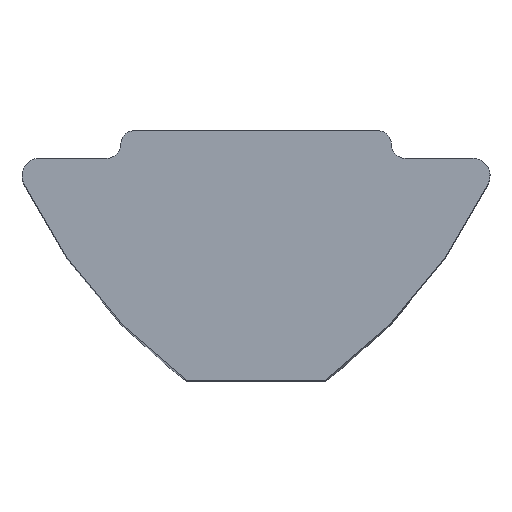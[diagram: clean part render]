
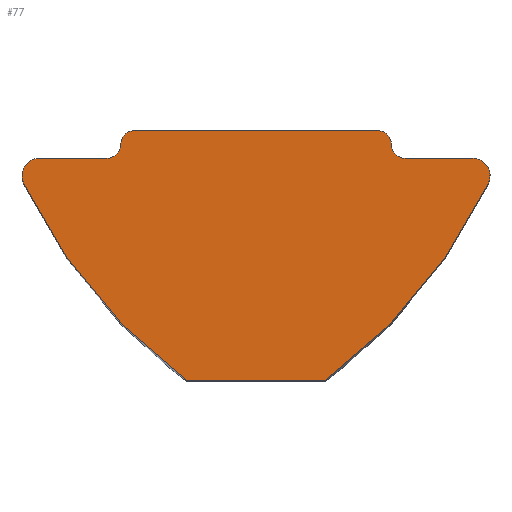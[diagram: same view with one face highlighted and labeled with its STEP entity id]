
A CAD part, top view. The second image highlights one B-rep face of the part: STEP entity #77.
In plain terms, the highlighted planar face has unit normal (0, 0, 1).
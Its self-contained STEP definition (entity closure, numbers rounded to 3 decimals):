
#22 = CARTESIAN_POINT ( 'NONE',  ( 6.25, -1.3, 22. ) ) ;
#30 = DIRECTION ( 'NONE',  ( -1., 0., 0. ) ) ;
#31 = VERTEX_POINT ( 'NONE', #810 ) ;
#46 = AXIS2_PLACEMENT_3D ( 'NONE', #133, #492, #424 ) ;
#55 = CARTESIAN_POINT ( 'NONE',  ( -3.9, -0.8, 22. ) ) ;
#69 = CARTESIAN_POINT ( 'NONE',  ( -3.9, -0.4, 22. ) ) ;
#70 = CARTESIAN_POINT ( 'NONE',  ( -6.25, -1.3, 22. ) ) ;
#76 = CARTESIAN_POINT ( 'NONE',  ( -3.5, 0., 22. ) ) ;
#77 = ADVANCED_FACE ( 'NONE', ( #439 ), #853, .T. ) ;
#82 = VECTOR ( 'NONE', #94, 1000. ) ;
#94 = DIRECTION ( 'NONE',  ( -1., 0., 0. ) ) ;
#95 = DIRECTION ( 'NONE',  ( 0., 0., 1. ) ) ;
#96 = ORIENTED_EDGE ( 'NONE', *, *, #468, .T. ) ;
#116 = DIRECTION ( 'NONE',  ( 1., 0., 0. ) ) ;
#117 = VERTEX_POINT ( 'NONE', #510 ) ;
#132 = AXIS2_PLACEMENT_3D ( 'NONE', #442, #713, #450 ) ;
#133 = CARTESIAN_POINT ( 'NONE',  ( -6.854, 4.908, 22. ) ) ;
#140 = DIRECTION ( 'NONE',  ( -1., 0., 0. ) ) ;
#161 = VERTEX_POINT ( 'NONE', #794 ) ;
#171 = EDGE_LOOP ( 'NONE', ( #389, #827, #530, #472, #665, #725, #410, #494, #96, #621, #519, #556, #861 ) ) ;
#191 = DIRECTION ( 'NONE',  ( 1., 0., 0. ) ) ;
#244 = CARTESIAN_POINT ( 'NONE',  ( -6.75, -1.3, 22. ) ) ;
#250 = VECTOR ( 'NONE', #842, 1000. ) ;
#256 = EDGE_CURVE ( 'NONE', #382, #610, #876, .T. ) ;
#260 = AXIS2_PLACEMENT_3D ( 'NONE', #642, #921, #294 ) ;
#280 = DIRECTION ( 'NONE',  ( 1., 0., 0. ) ) ;
#293 = EDGE_CURVE ( 'NONE', #117, #590, #885, .T. ) ;
#294 = DIRECTION ( 'NONE',  ( 1., 0., 0. ) ) ;
#296 = DIRECTION ( 'NONE',  ( 1., 0., 0. ) ) ;
#308 = CARTESIAN_POINT ( 'NONE',  ( 3.9, 0., 22. ) ) ;
#309 = AXIS2_PLACEMENT_3D ( 'NONE', #730, #95, #375 ) ;
#318 = CIRCLE ( 'NONE', #352, 0.4 ) ;
#329 = CARTESIAN_POINT ( 'NONE',  ( -2., -7.2, 22. ) ) ;
#351 = CIRCLE ( 'NONE', #469, 15. ) ;
#352 = AXIS2_PLACEMENT_3D ( 'NONE', #487, #893, #546 ) ;
#355 = CARTESIAN_POINT ( 'NONE',  ( -4.3, -0.8, 22. ) ) ;
#375 = DIRECTION ( 'NONE',  ( 1., 0., 0. ) ) ;
#378 = CIRCLE ( 'NONE', #132, 0.5 ) ;
#381 = EDGE_CURVE ( 'NONE', #412, #382, #630, .T. ) ;
#382 = VERTEX_POINT ( 'NONE', #904 ) ;
#389 = ORIENTED_EDGE ( 'NONE', *, *, #858, .T. ) ;
#408 = DIRECTION ( 'NONE',  ( 0., 0., 1. ) ) ;
#410 = ORIENTED_EDGE ( 'NONE', *, *, #381, .T. ) ;
#412 = VERTEX_POINT ( 'NONE', #355 ) ;
#424 = DIRECTION ( 'NONE',  ( -1., 0., 0. ) ) ;
#439 = FACE_OUTER_BOUND ( 'NONE', #171, .T. ) ;
#442 = CARTESIAN_POINT ( 'NONE',  ( -6.25, -1.3, 22. ) ) ;
#449 = CIRCLE ( 'NONE', #46, 15. ) ;
#450 = DIRECTION ( 'NONE',  ( 1., 0., 0. ) ) ;
#458 = VERTEX_POINT ( 'NONE', #69 ) ;
#462 = EDGE_CURVE ( 'NONE', #458, #412, #790, .T. ) ;
#464 = DIRECTION ( 'NONE',  ( 0., 0., 1. ) ) ;
#468 = EDGE_CURVE ( 'NONE', #610, #161, #378, .T. ) ;
#469 = AXIS2_PLACEMENT_3D ( 'NONE', #483, #748, #116 ) ;
#472 = ORIENTED_EDGE ( 'NONE', *, *, #575, .T. ) ;
#483 = CARTESIAN_POINT ( 'NONE',  ( 6.854, 4.908, 22. ) ) ;
#487 = CARTESIAN_POINT ( 'NONE',  ( 4.3, -0.4, 22. ) ) ;
#492 = DIRECTION ( 'NONE',  ( 0., 0., 1. ) ) ;
#494 = ORIENTED_EDGE ( 'NONE', *, *, #256, .T. ) ;
#496 = CARTESIAN_POINT ( 'NONE',  ( 3.9, -0.8, 22. ) ) ;
#498 = AXIS2_PLACEMENT_3D ( 'NONE', #70, #923, #296 ) ;
#505 = EDGE_CURVE ( 'NONE', #872, #797, #594, .T. ) ;
#510 = CARTESIAN_POINT ( 'NONE',  ( -2., -7.2, 22. ) ) ;
#519 = ORIENTED_EDGE ( 'NONE', *, *, #293, .T. ) ;
#521 = CARTESIAN_POINT ( 'NONE',  ( 4.3, -0.8, 22. ) ) ;
#526 = CARTESIAN_POINT ( 'NONE',  ( 3.5, -0.4, 22. ) ) ;
#530 = ORIENTED_EDGE ( 'NONE', *, *, #505, .T. ) ;
#532 = DIRECTION ( 'NONE',  ( 1., 0., 0. ) ) ;
#539 = AXIS2_PLACEMENT_3D ( 'NONE', #768, #845, #280 ) ;
#546 = DIRECTION ( 'NONE',  ( 1., 0., 0. ) ) ;
#556 = ORIENTED_EDGE ( 'NONE', *, *, #925, .T. ) ;
#558 = CARTESIAN_POINT ( 'NONE',  ( 6.25, -0.8, 22. ) ) ;
#575 = EDGE_CURVE ( 'NONE', #797, #614, #864, .T. ) ;
#590 = VERTEX_POINT ( 'NONE', #662 ) ;
#594 = CIRCLE ( 'NONE', #721, 0.4 ) ;
#603 = VERTEX_POINT ( 'NONE', #521 ) ;
#610 = VERTEX_POINT ( 'NONE', #244 ) ;
#614 = VERTEX_POINT ( 'NONE', #76 ) ;
#616 = VECTOR ( 'NONE', #191, 1000. ) ;
#621 = ORIENTED_EDGE ( 'NONE', *, *, #739, .T. ) ;
#630 = LINE ( 'NONE', #55, #250 ) ;
#642 = CARTESIAN_POINT ( 'NONE',  ( -4.3, -0.4, 22. ) ) ;
#646 = EDGE_CURVE ( 'NONE', #603, #872, #318, .T. ) ;
#657 = EDGE_CURVE ( 'NONE', #31, #752, #822, .T. ) ;
#662 = CARTESIAN_POINT ( 'NONE',  ( 2., -7.2, 22. ) ) ;
#665 = ORIENTED_EDGE ( 'NONE', *, *, #881, .T. ) ;
#713 = DIRECTION ( 'NONE',  ( 0., 0., 1. ) ) ;
#721 = AXIS2_PLACEMENT_3D ( 'NONE', #526, #464, #532 ) ;
#725 = ORIENTED_EDGE ( 'NONE', *, *, #462, .T. ) ;
#730 = CARTESIAN_POINT ( 'NONE',  ( -6.25, -1.3, 22. ) ) ;
#739 = EDGE_CURVE ( 'NONE', #161, #117, #351, .T. ) ;
#748 = DIRECTION ( 'NONE',  ( 0., 0., 1. ) ) ;
#752 = VERTEX_POINT ( 'NONE', #558 ) ;
#764 = CARTESIAN_POINT ( 'NONE',  ( 3.5, 0., 22. ) ) ;
#768 = CARTESIAN_POINT ( 'NONE',  ( -3.5, -0.4, 22. ) ) ;
#777 = AXIS2_PLACEMENT_3D ( 'NONE', #22, #408, #30 ) ;
#790 = CIRCLE ( 'NONE', #260, 0.4 ) ;
#794 = CARTESIAN_POINT ( 'NONE',  ( -6.702, -1.514, 22. ) ) ;
#797 = VERTEX_POINT ( 'NONE', #764 ) ;
#810 = CARTESIAN_POINT ( 'NONE',  ( 6.702, -1.514, 22. ) ) ;
#822 = CIRCLE ( 'NONE', #777, 0.5 ) ;
#827 = ORIENTED_EDGE ( 'NONE', *, *, #646, .T. ) ;
#842 = DIRECTION ( 'NONE',  ( -1., 0., 0. ) ) ;
#845 = DIRECTION ( 'NONE',  ( 0., 0., 1. ) ) ;
#853 = PLANE ( 'NONE',  #498 ) ;
#858 = EDGE_CURVE ( 'NONE', #752, #603, #906, .T. ) ;
#861 = ORIENTED_EDGE ( 'NONE', *, *, #657, .T. ) ;
#864 = LINE ( 'NONE', #308, #82 ) ;
#865 = VECTOR ( 'NONE', #140, 1000. ) ;
#872 = VERTEX_POINT ( 'NONE', #910 ) ;
#876 = CIRCLE ( 'NONE', #309, 0.5 ) ;
#881 = EDGE_CURVE ( 'NONE', #614, #458, #914, .T. ) ;
#885 = LINE ( 'NONE', #329, #616 ) ;
#893 = DIRECTION ( 'NONE',  ( 0., 0., -1. ) ) ;
#904 = CARTESIAN_POINT ( 'NONE',  ( -6.25, -0.8, 22. ) ) ;
#906 = LINE ( 'NONE', #496, #865 ) ;
#910 = CARTESIAN_POINT ( 'NONE',  ( 3.9, -0.4, 22. ) ) ;
#914 = CIRCLE ( 'NONE', #539, 0.4 ) ;
#921 = DIRECTION ( 'NONE',  ( 0., 0., -1. ) ) ;
#923 = DIRECTION ( 'NONE',  ( 0., 0., 1. ) ) ;
#925 = EDGE_CURVE ( 'NONE', #590, #31, #449, .T. ) ;
